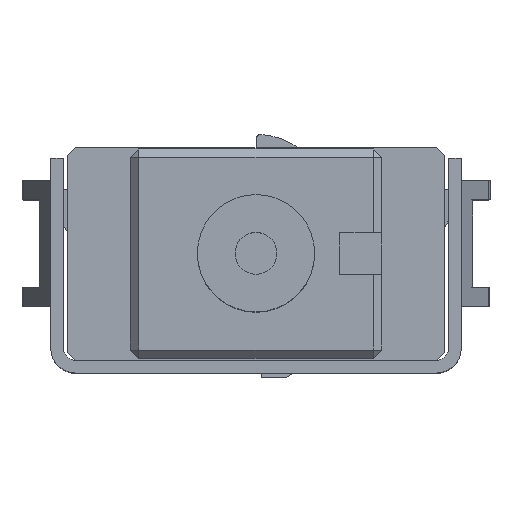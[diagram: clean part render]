
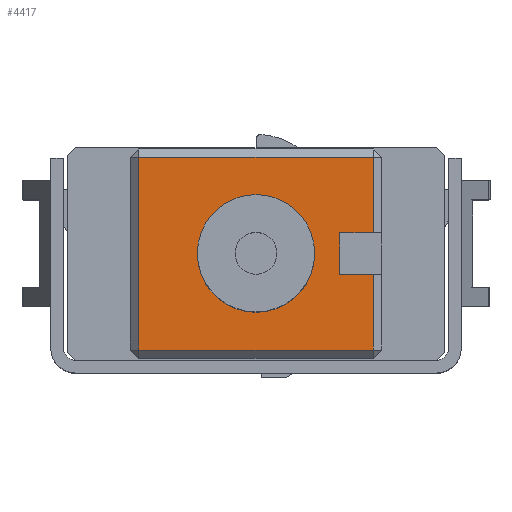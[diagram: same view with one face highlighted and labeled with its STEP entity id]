
A CAD part, top view. The second image highlights one B-rep face of the part: STEP entity #4417.
In plain terms, the highlighted planar face has unit normal (0, 0, 1).
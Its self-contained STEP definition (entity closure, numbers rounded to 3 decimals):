
#94=CIRCLE('',#4649,1.4);
#236=ORIENTED_EDGE('',*,*,#1376,.F.);
#237=ORIENTED_EDGE('',*,*,#1377,.T.);
#238=ORIENTED_EDGE('',*,*,#1378,.T.);
#239=ORIENTED_EDGE('',*,*,#1379,.T.);
#240=ORIENTED_EDGE('',*,*,#1380,.T.);
#241=ORIENTED_EDGE('',*,*,#1381,.T.);
#242=ORIENTED_EDGE('',*,*,#1382,.T.);
#243=ORIENTED_EDGE('',*,*,#1383,.T.);
#244=ORIENTED_EDGE('',*,*,#1384,.T.);
#1376=EDGE_CURVE('',#1945,#1945,#94,.T.);
#1377=EDGE_CURVE('',#1946,#1947,#2323,.T.);
#1378=EDGE_CURVE('',#1947,#1948,#2324,.T.);
#1379=EDGE_CURVE('',#1948,#1949,#2325,.T.);
#1380=EDGE_CURVE('',#1949,#1950,#2326,.T.);
#1381=EDGE_CURVE('',#1950,#1951,#2327,.T.);
#1382=EDGE_CURVE('',#1951,#1952,#2328,.T.);
#1383=EDGE_CURVE('',#1952,#1953,#2329,.T.);
#1384=EDGE_CURVE('',#1953,#1946,#2330,.T.);
#1945=VERTEX_POINT('',#6156);
#1946=VERTEX_POINT('',#6158);
#1947=VERTEX_POINT('',#6159);
#1948=VERTEX_POINT('',#6161);
#1949=VERTEX_POINT('',#6163);
#1950=VERTEX_POINT('',#6165);
#1951=VERTEX_POINT('',#6167);
#1952=VERTEX_POINT('',#6169);
#1953=VERTEX_POINT('',#6171);
#2323=LINE('',#6157,#2802);
#2324=LINE('',#6160,#2803);
#2325=LINE('',#6162,#2804);
#2326=LINE('',#6164,#2805);
#2327=LINE('',#6166,#2806);
#2328=LINE('',#6168,#2807);
#2329=LINE('',#6170,#2808);
#2330=LINE('',#6172,#2809);
#2802=VECTOR('',#5016,1000.);
#2803=VECTOR('',#5017,1000.);
#2804=VECTOR('',#5018,1000.);
#2805=VECTOR('',#5019,1000.);
#2806=VECTOR('',#5020,1000.);
#2807=VECTOR('',#5021,1000.);
#2808=VECTOR('',#5022,1000.);
#2809=VECTOR('',#5023,1000.);
#3239=EDGE_LOOP('',(#236));
#3240=EDGE_LOOP('',(#237,#238,#239,#240,#241,#242,#243,#244));
#3466=FACE_BOUND('',#3239,.T.);
#3467=FACE_BOUND('',#3240,.T.);
#3691=PLANE('',#4648);
#4417=ADVANCED_FACE('',(#3466,#3467),#3691,.T.);
#4648=AXIS2_PLACEMENT_3D('',#6154,#5012,#5013);
#4649=AXIS2_PLACEMENT_3D('',#6155,#5014,#5015);
#5012=DIRECTION('',(0.,0.,1.));
#5013=DIRECTION('',(1.,0.,0.));
#5014=DIRECTION('',(0.,0.,1.));
#5015=DIRECTION('',(1.,0.,0.));
#5016=DIRECTION('',(1.,0.,0.));
#5017=DIRECTION('',(0.,1.,0.));
#5018=DIRECTION('',(-1.,0.,0.));
#5019=DIRECTION('',(0.,-1.,0.));
#5020=DIRECTION('',(1.,0.,0.));
#5021=DIRECTION('',(0.,1.,0.));
#5022=DIRECTION('',(-1.,0.,0.));
#5023=DIRECTION('',(0.,1.,0.));
#6154=CARTESIAN_POINT('',(-3.,-2.5,12.3));
#6155=CARTESIAN_POINT('',(0.,0.,12.3));
#6156=CARTESIAN_POINT('',(1.4,0.,12.3));
#6157=CARTESIAN_POINT('',(2.,0.5,12.3));
#6158=CARTESIAN_POINT('',(2.,0.5,12.3));
#6159=CARTESIAN_POINT('',(2.8,0.5,12.3));
#6160=CARTESIAN_POINT('',(2.8,-2.5,12.3));
#6161=CARTESIAN_POINT('',(2.8,2.3,12.3));
#6162=CARTESIAN_POINT('',(-3.,2.3,12.3));
#6163=CARTESIAN_POINT('',(-2.8,2.3,12.3));
#6164=CARTESIAN_POINT('',(-2.8,-2.5,12.3));
#6165=CARTESIAN_POINT('',(-2.8,-2.3,12.3));
#6166=CARTESIAN_POINT('',(3.,-2.3,12.3));
#6167=CARTESIAN_POINT('',(2.8,-2.3,12.3));
#6168=CARTESIAN_POINT('',(2.8,-2.5,12.3));
#6169=CARTESIAN_POINT('',(2.8,-0.5,12.3));
#6170=CARTESIAN_POINT('',(3.,-0.5,12.3));
#6171=CARTESIAN_POINT('',(2.,-0.5,12.3));
#6172=CARTESIAN_POINT('',(2.,-0.5,12.3));
